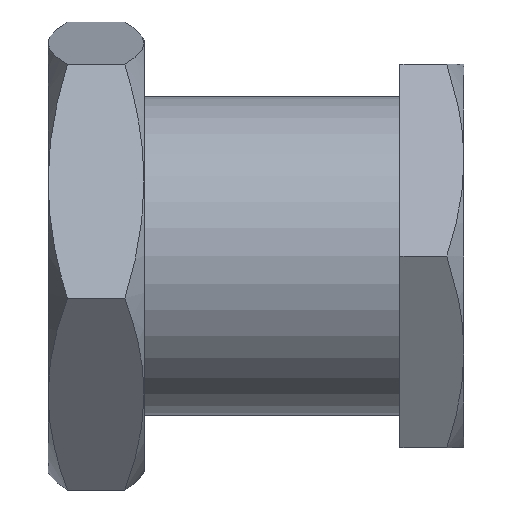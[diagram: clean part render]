
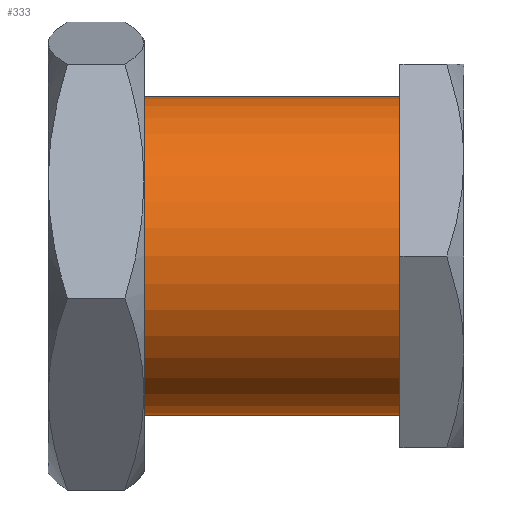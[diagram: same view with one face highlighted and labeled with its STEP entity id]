
A CAD part, left-side view. The second image highlights one B-rep face of the part: STEP entity #333.
In plain terms, the highlighted cylindrical face has radius 9.95 mm (diameter 19.9 mm), a partial arc.
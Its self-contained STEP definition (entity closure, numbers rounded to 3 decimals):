
#45 = AXIS2_PLACEMENT_3D ( 'NONE', #551, #1505, #381 ) ;
#78 = VERTEX_POINT ( 'NONE', #86 ) ;
#86 = CARTESIAN_POINT ( 'NONE',  ( 0., 4., 9.95 ) ) ;
#102 = LINE ( 'NONE', #357, #123 ) ;
#123 = VECTOR ( 'NONE', #360, 1000. ) ;
#298 = DIRECTION ( 'NONE',  ( 0., -1., 0. ) ) ;
#333 = ADVANCED_FACE ( 'NONE', ( #1441 ), #678, .T. ) ;
#357 = CARTESIAN_POINT ( 'NONE',  ( 0., 0., -9.95 ) ) ;
#360 = DIRECTION ( 'NONE',  ( 0., -1., 0. ) ) ;
#381 = DIRECTION ( 'NONE',  ( 0., 0., -1. ) ) ;
#475 = EDGE_LOOP ( 'NONE', ( #580, #866, #890, #978 ) ) ;
#551 = CARTESIAN_POINT ( 'NONE',  ( 0., 0., 0. ) ) ;
#580 = ORIENTED_EDGE ( 'NONE', *, *, #840, .F. ) ;
#626 = VERTEX_POINT ( 'NONE', #1261 ) ;
#678 = CYLINDRICAL_SURFACE ( 'NONE', #45, 9.95 ) ;
#789 = VERTEX_POINT ( 'NONE', #1329 ) ;
#840 = EDGE_CURVE ( 'NONE', #1814, #78, #1411, .T. ) ;
#852 = EDGE_CURVE ( 'NONE', #78, #626, #1409, .T. ) ;
#866 = ORIENTED_EDGE ( 'NONE', *, *, #1087, .T. ) ;
#869 = CARTESIAN_POINT ( 'NONE',  ( 0., 23.008, 9.95 ) ) ;
#890 = ORIENTED_EDGE ( 'NONE', *, *, #1215, .T. ) ;
#960 = DIRECTION ( 'NONE',  ( 0., 0., -1. ) ) ;
#978 = ORIENTED_EDGE ( 'NONE', *, *, #852, .F. ) ;
#984 = CIRCLE ( 'NONE', #1040, 9.95 ) ;
#1040 = AXIS2_PLACEMENT_3D ( 'NONE', #1131, #1471, #960 ) ;
#1087 = EDGE_CURVE ( 'NONE', #1814, #789, #984, .T. ) ;
#1131 = CARTESIAN_POINT ( 'NONE',  ( 0., 23.008, 0. ) ) ;
#1215 = EDGE_CURVE ( 'NONE', #789, #626, #102, .T. ) ;
#1261 = CARTESIAN_POINT ( 'NONE',  ( 0., 4., -9.95 ) ) ;
#1329 = CARTESIAN_POINT ( 'NONE',  ( 0., 23.008, -9.95 ) ) ;
#1400 = VECTOR ( 'NONE', #1904, 1000. ) ;
#1409 = CIRCLE ( 'NONE', #1594, 9.95 ) ;
#1411 = LINE ( 'NONE', #1485, #1400 ) ;
#1441 = FACE_OUTER_BOUND ( 'NONE', #475, .T. ) ;
#1471 = DIRECTION ( 'NONE',  ( 0., -1., 0. ) ) ;
#1485 = CARTESIAN_POINT ( 'NONE',  ( 0., 0., 9.95 ) ) ;
#1505 = DIRECTION ( 'NONE',  ( 0., -1., 0. ) ) ;
#1594 = AXIS2_PLACEMENT_3D ( 'NONE', #1729, #298, #1817 ) ;
#1729 = CARTESIAN_POINT ( 'NONE',  ( 0., 4., 0. ) ) ;
#1814 = VERTEX_POINT ( 'NONE', #869 ) ;
#1817 = DIRECTION ( 'NONE',  ( 0., 0., -1. ) ) ;
#1904 = DIRECTION ( 'NONE',  ( 0., -1., 0. ) ) ;
